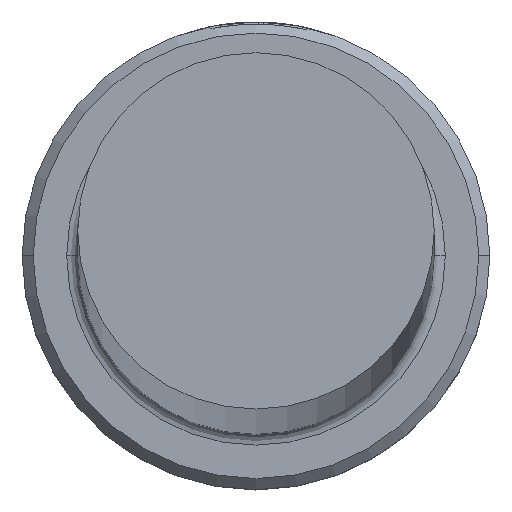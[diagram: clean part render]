
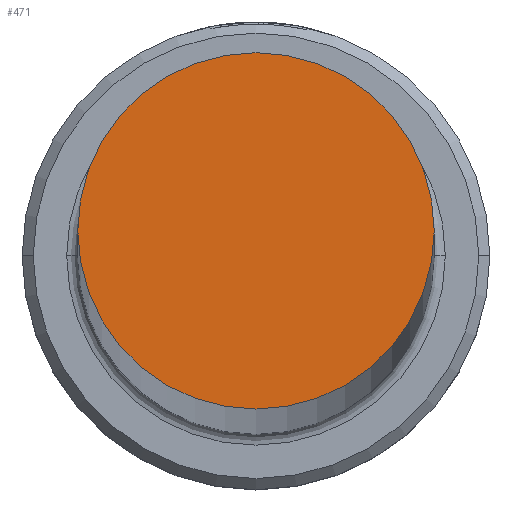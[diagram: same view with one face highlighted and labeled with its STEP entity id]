
A CAD part, top view. The second image highlights one B-rep face of the part: STEP entity #471.
In plain terms, the highlighted planar face has unit normal (0, 0, 1).
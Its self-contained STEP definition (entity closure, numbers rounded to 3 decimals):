
#8 = DIRECTION ( 'NONE',  ( 1., 0., 0. ) ) ;
#24 = FACE_OUTER_BOUND ( 'NONE', #311, .T. ) ;
#45 = VERTEX_POINT ( 'NONE', #359 ) ;
#57 = CARTESIAN_POINT ( 'NONE',  ( 0., 0., 650. ) ) ;
#90 = AXIS2_PLACEMENT_3D ( 'NONE', #57, #610, #8 ) ;
#235 = CIRCLE ( 'NONE', #90, 8. ) ;
#311 = EDGE_LOOP ( 'NONE', ( #508, #1060 ) ) ;
#359 = CARTESIAN_POINT ( 'NONE',  ( -8., 0., 650. ) ) ;
#471 = ADVANCED_FACE ( 'NONE', ( #24 ), #829, .T. ) ;
#499 = CARTESIAN_POINT ( 'NONE',  ( 8., 0., 650. ) ) ;
#508 = ORIENTED_EDGE ( 'NONE', *, *, #535, .T. ) ;
#535 = EDGE_CURVE ( 'NONE', #45, #1096, #800, .T. ) ;
#610 = DIRECTION ( 'NONE',  ( 0., 0., 1. ) ) ;
#640 = EDGE_CURVE ( 'NONE', #1096, #45, #235, .T. ) ;
#685 = DIRECTION ( 'NONE',  ( 1., 0., 0. ) ) ;
#692 = DIRECTION ( 'NONE',  ( 0., 0., 1. ) ) ;
#713 = DIRECTION ( 'NONE',  ( 1., 0., 0. ) ) ;
#730 = DIRECTION ( 'NONE',  ( 0., 0., 1. ) ) ;
#784 = CARTESIAN_POINT ( 'NONE',  ( 0., 0., 650. ) ) ;
#800 = CIRCLE ( 'NONE', #1040, 8. ) ;
#821 = CARTESIAN_POINT ( 'NONE',  ( 0., 0., 650. ) ) ;
#829 = PLANE ( 'NONE',  #969 ) ;
#969 = AXIS2_PLACEMENT_3D ( 'NONE', #821, #730, #713 ) ;
#1040 = AXIS2_PLACEMENT_3D ( 'NONE', #784, #692, #685 ) ;
#1060 = ORIENTED_EDGE ( 'NONE', *, *, #640, .T. ) ;
#1096 = VERTEX_POINT ( 'NONE', #499 ) ;
